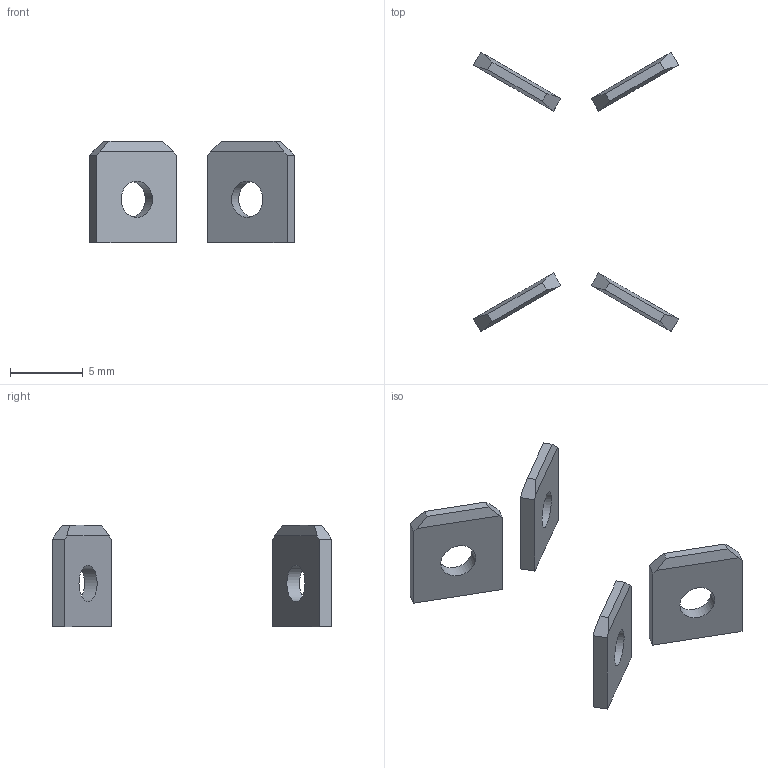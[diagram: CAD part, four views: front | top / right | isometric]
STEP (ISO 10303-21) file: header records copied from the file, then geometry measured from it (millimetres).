
FILE_DESCRIPTION(/* description */ (''),/* implementation_level */ '2;1');
FILE_NAME(/* name */ 'contact.stp',/* time_stamp */ '2019-08-22T12:51:22+03:00',/* author */ ('Boss'),/* organization */ (''),/* preprocessor_version */ 'ST-DEVELOPER v16.13',/* originating_system */ 'Autodesk Inventor 2018',/* authorisation */ '');
FILE_SCHEMA (('AUTOMOTIVE_DESIGN { 1 0 10303 214 3 1 1 }'));
Length unit declared in the file: millimetre
Products named in the file (1): contact
Bounding box: 14.1 x 19.22 x 7 mm (x, y, z)
Volume: 151.3 mm3; surface area: 434.3 mm2
Topology: 4 solids, 4 shells, 44 faces, 115 edges, 86 vertices
Faces by surface type: plane 40, cylinder 4
Full cylindrical faces by diameter (mm): 2.5 x4
Entity records: 1372 total; most frequent: CARTESIAN_POINT 238, ORIENTED_EDGE 208, DIRECTION 208, EDGE_CURVE 104, LINE 96, VECTOR 96, VERTEX_POINT 72, EDGE_LOOP 56
